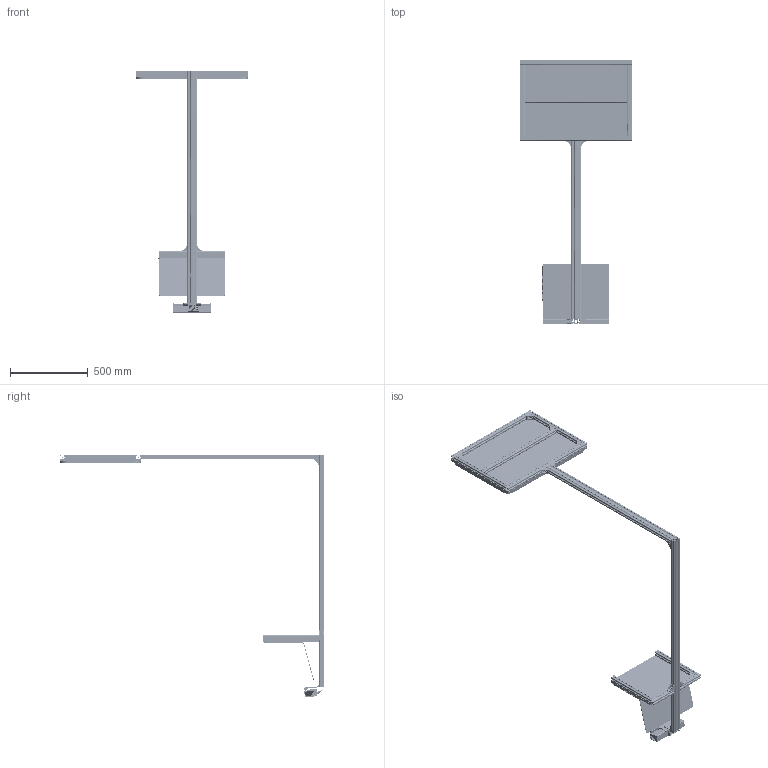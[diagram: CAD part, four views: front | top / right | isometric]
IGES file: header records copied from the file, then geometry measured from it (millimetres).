
Global section: file name: FormCheck Assembly; native system: Autodesk Inventor 2019; preprocessor: unknown; author: tchan; date: 20190523.144409; units: millimetre
Bounding box: 720 x 1700 x 1564.71 mm (x, y, z)
Volume: 16462233.7 mm3; surface area: 5305152.5 mm2
Topology: 132 solids, 132 shells, 10512 faces, 28550 edges, 19621 vertices
Faces by surface type: bspline 10512
